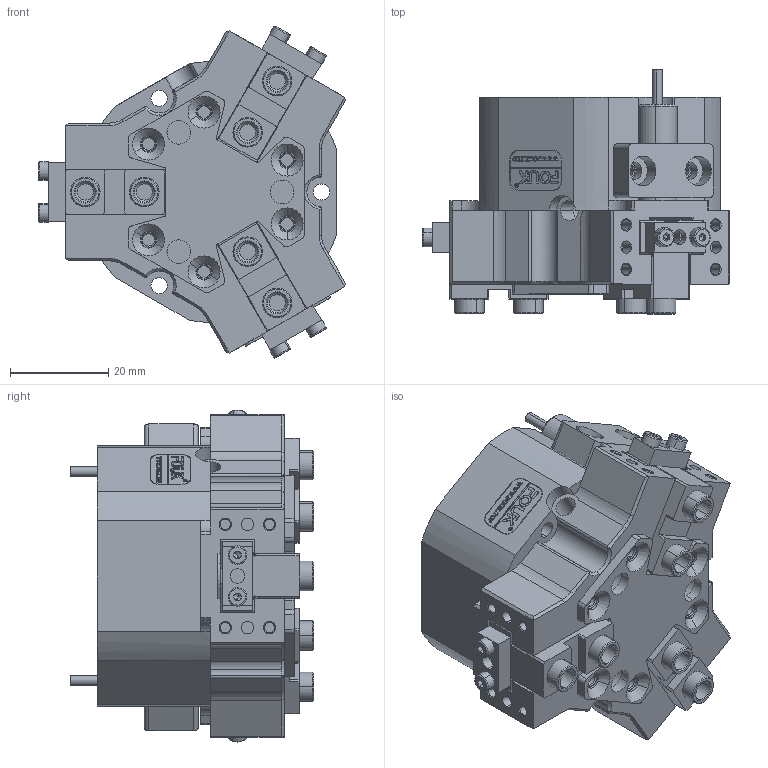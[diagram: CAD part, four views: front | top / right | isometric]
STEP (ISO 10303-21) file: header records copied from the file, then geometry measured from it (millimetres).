
FILE_DESCRIPTION (( 'STEP AP203' ), '1' );
FILE_NAME ('TZ33-60.STEP', '2024-12-19T07:36:29', ( 'USER-' ), ( 'Microsoft' ), 'SwSTEP 2.0', 'SolidWorks 2018', '' );
FILE_SCHEMA (( 'CONFIG_CONTROL_DESIGN' ));
Length unit declared in the file: millimetre
Products named in the file (17): TZ33-60杅耀.sldasm-Part-1; TZ33-60杅耀.sldasm-Part-6; TZ33-60杅耀.sldasm-Part-3; 揤輸杅耀.sldasm-Part-9; TZ33-60杅耀.sldasm-Part-26; 揤輸蚾饜极; TZ33-60杅耀.sldasm-Part-29; TZ33-60杅耀.sldasm-Part-19; TZ33-60; TZ33-60杅耀.sldasm-Part-2; TZ33-60杅耀.sldasm-Part-5; TZ33-60杅耀.sldasm-Part-15; TZ33-60杅耀.sldasm-Part-4; 埴翐芛_GB_FASTENER_SCREWS_HSHCS M2X8-N; TZ33-60-菁裔啣; 12x8-R2; TZ33-60杅耀.sldasm-Part-9
Assembly tree (23 placements, depth 3):
  TZ33-60
    TZ33-60杅耀.sldasm-Part-1
    TZ33-60杅耀.sldasm-Part-2
    TZ33-60杅耀.sldasm-Part-3
    TZ33-60杅耀.sldasm-Part-4
    TZ33-60杅耀.sldasm-Part-5
    TZ33-60杅耀.sldasm-Part-6
    TZ33-60杅耀.sldasm-Part-9
    TZ33-60杅耀.sldasm-Part-15  x2
    TZ33-60杅耀.sldasm-Part-19  x2
    TZ33-60杅耀.sldasm-Part-26
    TZ33-60杅耀.sldasm-Part-29  x3
    TZ33-60-菁裔啣
    揤輸蚾饜极  x3
      揤輸杅耀.sldasm-Part-9
      埴翐芛_GB_FASTENER_SCREWS_HSHCS M2X8-N
    12x8-R2
Bounding box: 62.37 x 49.5 x 67.45 mm (x, y, z)
Volume: 82811.3 mm3; surface area: 36570.8 mm2
Topology: 26 solids, 26 shells, 1526 faces, 3882 edges, 2488 vertices
Faces by surface type: plane 762, cylinder 402, cone 195, bspline 155, torus 12
Entity records: 42206 total; most frequent: CARTESIAN_POINT 12537, ORIENTED_EDGE 5908, DIRECTION 5476, EDGE_CURVE 2954, VERTEX_POINT 1917, AXIS2_PLACEMENT_3D 1840, LINE 1796, VECTOR 1796
